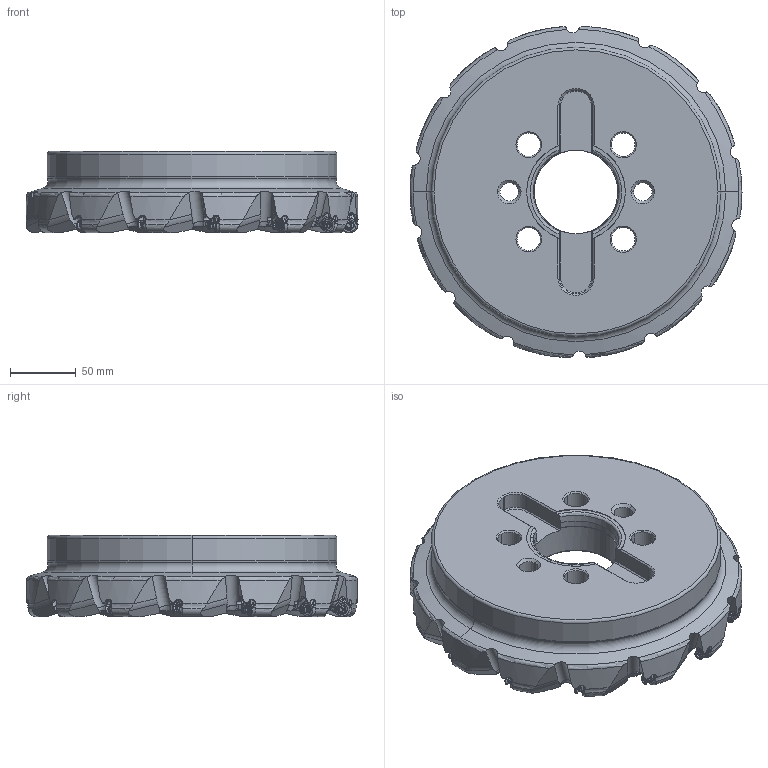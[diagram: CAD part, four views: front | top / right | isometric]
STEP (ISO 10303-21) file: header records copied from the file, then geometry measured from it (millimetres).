
FILE_DESCRIPTION(/* description */ (''),/* implementation_level */ '2;1');
FILE_NAME(/* name */ 'WWX400UR10_0014MN.stp',/* time_stamp */ '2020-04-21T17:34:19+09:00',/* author */ (''),/* organization */ (''),/* preprocessor_version */ 'ST-DEVELOPER v16',/* originating_system */ 'SIEMENS PLM Software NX 10.0',/* authorisation */ '');
FILE_SCHEMA (('AUTOMOTIVE_DESIGN { 1 0 10303 214 3 1 1 1 }'));
Length unit declared in the file: millimetre
Products named in the file (1): WWX400UR10_0014MN_ASM
Bounding box: 252.4 x 251.48 x 61.71 mm (x, y, z)
Volume: 1696173.5 mm3; surface area: 169420.2 mm2
Topology: 15 solids, 15 shells, 1717 faces, 4948 edges, 3167 vertices
Faces by surface type: cylinder 604, plane 363, bspline 224, sphere 196, cone 162, torus 112, extrusion 56
Entity records: 145016 total; most frequent: CARTESIAN_POINT 103346, ORIENTED_EDGE 9616, DIRECTION 7516, EDGE_CURVE 4808, AXIS2_PLACEMENT_3D 3209, VERTEX_POINT 3150, B_SPLINE_CURVE_WITH_KNOTS 2114, EDGE_LOOP 1760
